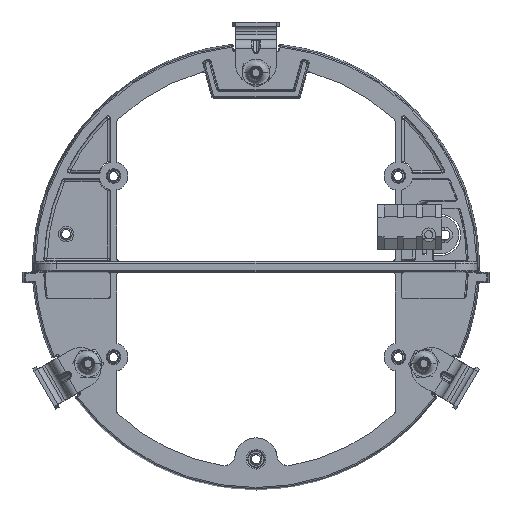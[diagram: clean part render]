
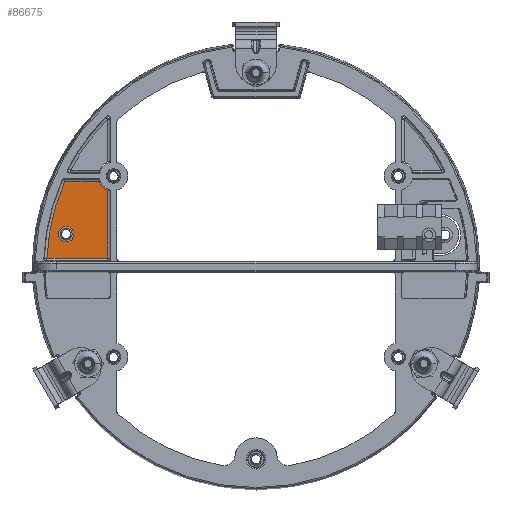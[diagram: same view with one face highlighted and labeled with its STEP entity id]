
A CAD part, front view. The second image highlights one B-rep face of the part: STEP entity #86675.
In plain terms, the highlighted planar face has unit normal (0, -1, 0).
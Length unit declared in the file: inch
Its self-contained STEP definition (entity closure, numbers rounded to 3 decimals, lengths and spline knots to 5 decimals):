
#1028 = VERTEX_POINT ( 'NONE', #17222 ) ;
#1293 = EDGE_LOOP ( 'NONE', ( #90625, #49483, #104942, #55482, #73322 ) ) ;
#2226 = CARTESIAN_POINT ( 'NONE',  ( -1.80463, -0.0375, 0.97716 ) ) ;
#3973 = CARTESIAN_POINT ( 'NONE',  ( 0., -0.0375, 0. ) ) ;
#5466 = AXIS2_PLACEMENT_3D ( 'NONE', #22500, #7516, #55673 ) ;
#6120 = CARTESIAN_POINT ( 'NONE',  ( -1.6405, -0.0375, 1.043 ) ) ;
#7516 = DIRECTION ( 'NONE',  ( 0., 1., 0. ) ) ;
#8749 = EDGE_CURVE ( 'NONE', #1028, #59920, #89924, .T. ) ;
#9463 = DIRECTION ( 'NONE',  ( 0., 1., 0. ) ) ;
#12615 = AXIS2_PLACEMENT_3D ( 'NONE', #96338, #97379, #24350 ) ;
#13496 = CARTESIAN_POINT ( 'NONE',  ( -1.70634, -0.0375, 0.87887 ) ) ;
#15153 = CARTESIAN_POINT ( 'NONE',  ( -2.1875, -0.0375, 0.465 ) ) ;
#15225 = CARTESIAN_POINT ( 'NONE',  ( -1.67537, -0.0375, 0.09751 ) ) ;
#17056 = VERTEX_POINT ( 'NONE', #77466 ) ;
#17222 = CARTESIAN_POINT ( 'NONE',  ( -2.40898, -0.0375, 0.09751 ) ) ;
#21065 = VERTEX_POINT ( 'NONE', #15153 ) ;
#22500 = CARTESIAN_POINT ( 'NONE',  ( -2.1875, -0.0375, 0.375 ) ) ;
#24350 = DIRECTION ( 'NONE',  ( 0., 0., 1. ) ) ;
#25295 = EDGE_CURVE ( 'NONE', #59920, #75373, #64005, .T. ) ;
#33780 = VECTOR ( 'NONE', #95204, 39.37008 ) ;
#34373 = DIRECTION ( 'NONE',  ( 0., 0., 1. ) ) ;
#35458 = EDGE_CURVE ( 'NONE', #21065, #17056, #91921, .T. ) ;
#36376 = EDGE_CURVE ( 'NONE', #75373, #70702, #66255, .T. ) ;
#39147 = LINE ( 'NONE', #73914, #40465 ) ;
#40465 = VECTOR ( 'NONE', #74635, 39.37008 ) ;
#41455 = EDGE_CURVE ( 'NONE', #17056, #21065, #94823, .T. ) ;
#42755 = PLANE ( 'NONE',  #69150 ) ;
#46861 = AXIS2_PLACEMENT_3D ( 'NONE', #3973, #68372, #101885 ) ;
#47287 = CARTESIAN_POINT ( 'NONE',  ( -1.70634, -0.0375, 0. ) ) ;
#47867 = CIRCLE ( 'NONE', #46861, 2.41096 ) ;
#49483 = ORIENTED_EDGE ( 'NONE', *, *, #75231, .T. ) ;
#54443 = EDGE_LOOP ( 'NONE', ( #104675, #93975 ) ) ;
#54948 = DIRECTION ( 'NONE',  ( 0., 1., 0. ) ) ;
#55482 = ORIENTED_EDGE ( 'NONE', *, *, #25295, .T. ) ;
#55673 = DIRECTION ( 'NONE',  ( 0., 0., 1. ) ) ;
#58423 = CARTESIAN_POINT ( 'NONE',  ( -2.20406, -0.0375, 0.97716 ) ) ;
#59920 = VERTEX_POINT ( 'NONE', #61107 ) ;
#61107 = CARTESIAN_POINT ( 'NONE',  ( -1.70634, -0.0375, 0.09751 ) ) ;
#64005 = LINE ( 'NONE', #47287, #33780 ) ;
#66255 = CIRCLE ( 'NONE', #76045, 0.17684 ) ;
#68372 = DIRECTION ( 'NONE',  ( 0., -1., 0. ) ) ;
#69150 = AXIS2_PLACEMENT_3D ( 'NONE', #90633, #9463, #34373 ) ;
#70702 = VERTEX_POINT ( 'NONE', #2226 ) ;
#70859 = DIRECTION ( 'NONE',  ( 0., 0., 1. ) ) ;
#71168 = VERTEX_POINT ( 'NONE', #58423 ) ;
#73322 = ORIENTED_EDGE ( 'NONE', *, *, #36376, .T. ) ;
#73914 = CARTESIAN_POINT ( 'NONE',  ( 0., -0.0375, 0.97716 ) ) ;
#74635 = DIRECTION ( 'NONE',  ( -1., 0., 0. ) ) ;
#74685 = VECTOR ( 'NONE', #95373, 39.37008 ) ;
#75231 = EDGE_CURVE ( 'NONE', #71168, #1028, #47867, .T. ) ;
#75373 = VERTEX_POINT ( 'NONE', #13496 ) ;
#76045 = AXIS2_PLACEMENT_3D ( 'NONE', #6120, #54948, #70859 ) ;
#77466 = CARTESIAN_POINT ( 'NONE',  ( -2.1875, -0.0375, 0.285 ) ) ;
#84159 = FACE_BOUND ( 'NONE', #54443, .T. ) ;
#86675 = ADVANCED_FACE ( 'NONE', ( #84159, #100713 ), #42755, .F. ) ;
#89924 = LINE ( 'NONE', #15225, #74685 ) ;
#90625 = ORIENTED_EDGE ( 'NONE', *, *, #91513, .T. ) ;
#90633 = CARTESIAN_POINT ( 'NONE',  ( 0., -0.0375, 0. ) ) ;
#91513 = EDGE_CURVE ( 'NONE', #70702, #71168, #39147, .T. ) ;
#91921 = CIRCLE ( 'NONE', #5466, 0.09 ) ;
#93975 = ORIENTED_EDGE ( 'NONE', *, *, #41455, .T. ) ;
#94823 = CIRCLE ( 'NONE', #12615, 0.09 ) ;
#95204 = DIRECTION ( 'NONE',  ( 0., 0., 1. ) ) ;
#95373 = DIRECTION ( 'NONE',  ( 1., 0., 0. ) ) ;
#96338 = CARTESIAN_POINT ( 'NONE',  ( -2.1875, -0.0375, 0.375 ) ) ;
#97379 = DIRECTION ( 'NONE',  ( 0., 1., 0. ) ) ;
#100713 = FACE_OUTER_BOUND ( 'NONE', #1293, .T. ) ;
#101885 = DIRECTION ( 'NONE',  ( 0., 0., 1. ) ) ;
#104675 = ORIENTED_EDGE ( 'NONE', *, *, #35458, .T. ) ;
#104942 = ORIENTED_EDGE ( 'NONE', *, *, #8749, .T. ) ;
